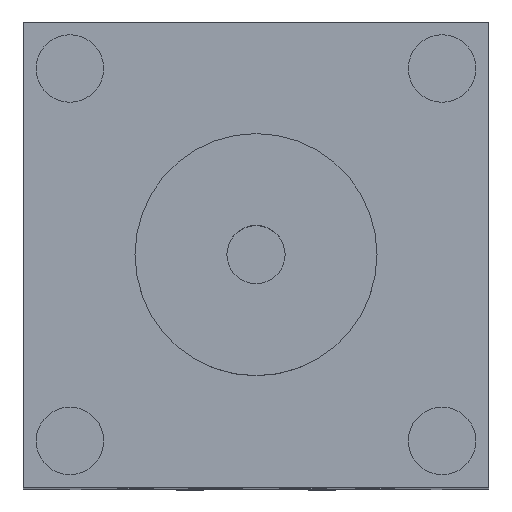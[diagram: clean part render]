
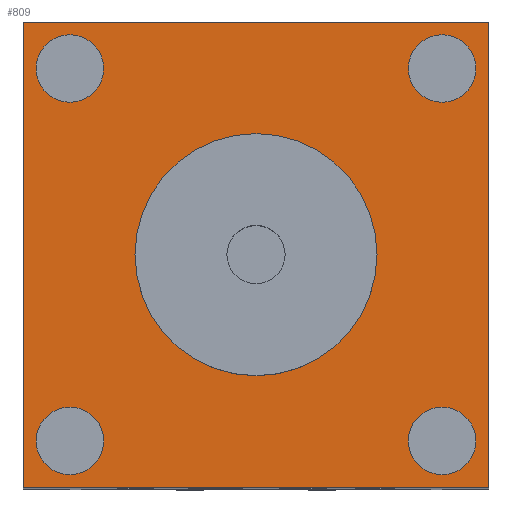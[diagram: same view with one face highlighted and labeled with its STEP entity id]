
A CAD part, top view. The second image highlights one B-rep face of the part: STEP entity #809.
In plain terms, the highlighted planar face has unit normal (0, 0, 1).
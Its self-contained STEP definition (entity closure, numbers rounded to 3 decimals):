
#73 = CARTESIAN_POINT ( 'NONE',  ( -20., -20., 0. ) ) ;
#126 = CARTESIAN_POINT ( 'NONE',  ( 16., -16., 0. ) ) ;
#247 = ORIENTED_EDGE ( 'NONE', *, *, #3525, .F. ) ;
#248 = EDGE_CURVE ( 'NONE', #4446, #1108, #7043, .T. ) ;
#265 = CIRCLE ( 'NONE', #5666, 2.9 ) ;
#278 = CIRCLE ( 'NONE', #6154, 2.9 ) ;
#289 = EDGE_CURVE ( 'NONE', #3704, #4585, #2699, .T. ) ;
#387 = FACE_OUTER_BOUND ( 'NONE', #4110, .T. ) ;
#474 = ORIENTED_EDGE ( 'NONE', *, *, #4795, .F. ) ;
#504 = DIRECTION ( 'NONE',  ( 1., 0., 0. ) ) ;
#618 = DIRECTION ( 'NONE',  ( 0., 0., 1. ) ) ;
#630 = DIRECTION ( 'NONE',  ( 0., 0., 1. ) ) ;
#674 = DIRECTION ( 'NONE',  ( 1., 0., 0. ) ) ;
#676 = VERTEX_POINT ( 'NONE', #3389 ) ;
#782 = EDGE_CURVE ( 'NONE', #676, #3164, #2007, .T. ) ;
#809 = ADVANCED_FACE ( 'NONE', ( #3053, #4318, #2772, #7038, #4062, #387 ), #3990, .T. ) ;
#923 = CARTESIAN_POINT ( 'NONE',  ( -20., 20., 0. ) ) ;
#962 = EDGE_LOOP ( 'NONE', ( #474, #4703 ) ) ;
#975 = AXIS2_PLACEMENT_3D ( 'NONE', #3360, #630, #5540 ) ;
#1077 = DIRECTION ( 'NONE',  ( 1., 0., 0. ) ) ;
#1108 = VERTEX_POINT ( 'NONE', #4686 ) ;
#1122 = EDGE_CURVE ( 'NONE', #2546, #3704, #3547, .T. ) ;
#1268 = CARTESIAN_POINT ( 'NONE',  ( -16., -16., 0. ) ) ;
#1372 = ORIENTED_EDGE ( 'NONE', *, *, #5335, .T. ) ;
#1411 = EDGE_LOOP ( 'NONE', ( #6952, #1467 ) ) ;
#1467 = ORIENTED_EDGE ( 'NONE', *, *, #2217, .F. ) ;
#1514 = CARTESIAN_POINT ( 'NONE',  ( -13.1, -16., 0. ) ) ;
#1521 = VERTEX_POINT ( 'NONE', #3923 ) ;
#1548 = DIRECTION ( 'NONE',  ( 1., 0., 0. ) ) ;
#1565 = ORIENTED_EDGE ( 'NONE', *, *, #6066, .F. ) ;
#1570 = AXIS2_PLACEMENT_3D ( 'NONE', #6535, #5945, #1077 ) ;
#1821 = DIRECTION ( 'NONE',  ( 1., 0., 0. ) ) ;
#1831 = AXIS2_PLACEMENT_3D ( 'NONE', #5576, #6077, #504 ) ;
#2007 = CIRCLE ( 'NONE', #5316, 2.9 ) ;
#2049 = CIRCLE ( 'NONE', #975, 10.4 ) ;
#2194 = EDGE_LOOP ( 'NONE', ( #3334, #1565 ) ) ;
#2202 = CARTESIAN_POINT ( 'NONE',  ( -16., -16., 0. ) ) ;
#2217 = EDGE_CURVE ( 'NONE', #2787, #3103, #5391, .T. ) ;
#2235 = ORIENTED_EDGE ( 'NONE', *, *, #289, .T. ) ;
#2292 = CARTESIAN_POINT ( 'NONE',  ( -18.9, 16., 0. ) ) ;
#2306 = VERTEX_POINT ( 'NONE', #2842 ) ;
#2334 = AXIS2_PLACEMENT_3D ( 'NONE', #126, #3951, #674 ) ;
#2546 = VERTEX_POINT ( 'NONE', #5982 ) ;
#2699 = LINE ( 'NONE', #73, #4074 ) ;
#2703 = DIRECTION ( 'NONE',  ( 1., 0., 0. ) ) ;
#2738 = LINE ( 'NONE', #6604, #5971 ) ;
#2748 = DIRECTION ( 'NONE',  ( 1., 0., 0. ) ) ;
#2769 = CARTESIAN_POINT ( 'NONE',  ( -16., 16., 0. ) ) ;
#2772 = FACE_BOUND ( 'NONE', #962, .T. ) ;
#2787 = VERTEX_POINT ( 'NONE', #5103 ) ;
#2842 = CARTESIAN_POINT ( 'NONE',  ( 13.1, 16., 0. ) ) ;
#2858 = AXIS2_PLACEMENT_3D ( 'NONE', #3472, #6340, #2703 ) ;
#2898 = EDGE_CURVE ( 'NONE', #1108, #4446, #278, .T. ) ;
#2985 = LINE ( 'NONE', #4828, #6372 ) ;
#2997 = CARTESIAN_POINT ( 'NONE',  ( 20., -20., 0. ) ) ;
#3050 = CARTESIAN_POINT ( 'NONE',  ( 13.1, -16., 0. ) ) ;
#3053 = FACE_BOUND ( 'NONE', #5095, .T. ) ;
#3088 = AXIS2_PLACEMENT_3D ( 'NONE', #2202, #6004, #2748 ) ;
#3103 = VERTEX_POINT ( 'NONE', #5717 ) ;
#3118 = VECTOR ( 'NONE', #6871, 1000. ) ;
#3164 = VERTEX_POINT ( 'NONE', #1514 ) ;
#3193 = VERTEX_POINT ( 'NONE', #3719 ) ;
#3334 = ORIENTED_EDGE ( 'NONE', *, *, #782, .F. ) ;
#3351 = VERTEX_POINT ( 'NONE', #4379 ) ;
#3360 = CARTESIAN_POINT ( 'NONE',  ( 0., 0., 0. ) ) ;
#3389 = CARTESIAN_POINT ( 'NONE',  ( -18.9, -16., 0. ) ) ;
#3399 = DIRECTION ( 'NONE',  ( 0., 1., 0. ) ) ;
#3462 = CARTESIAN_POINT ( 'NONE',  ( -16., 16., 0. ) ) ;
#3472 = CARTESIAN_POINT ( 'NONE',  ( 0., 0., 0. ) ) ;
#3486 = DIRECTION ( 'NONE',  ( 1., 0., 0. ) ) ;
#3525 = EDGE_CURVE ( 'NONE', #4555, #1521, #6835, .T. ) ;
#3547 = LINE ( 'NONE', #923, #3118 ) ;
#3704 = VERTEX_POINT ( 'NONE', #5887 ) ;
#3719 = CARTESIAN_POINT ( 'NONE',  ( 20., 20., 0. ) ) ;
#3720 = DIRECTION ( 'NONE',  ( -1., 0., 0. ) ) ;
#3732 = AXIS2_PLACEMENT_3D ( 'NONE', #2769, #618, #3844 ) ;
#3844 = DIRECTION ( 'NONE',  ( 1., 0., 0. ) ) ;
#3881 = EDGE_CURVE ( 'NONE', #1521, #4555, #4630, .T. ) ;
#3887 = DIRECTION ( 'NONE',  ( 1., 0., 0. ) ) ;
#3923 = CARTESIAN_POINT ( 'NONE',  ( 18.9, -16., 0. ) ) ;
#3927 = DIRECTION ( 'NONE',  ( 0., 0., 1. ) ) ;
#3951 = DIRECTION ( 'NONE',  ( 0., 0., 1. ) ) ;
#3990 = PLANE ( 'NONE',  #2858 ) ;
#4013 = DIRECTION ( 'NONE',  ( 1., 0., 0. ) ) ;
#4062 = FACE_BOUND ( 'NONE', #1411, .T. ) ;
#4074 = VECTOR ( 'NONE', #3887, 1000. ) ;
#4110 = EDGE_LOOP ( 'NONE', ( #5105, #1372, #5660, #2235 ) ) ;
#4181 = EDGE_CURVE ( 'NONE', #3103, #2787, #2049, .T. ) ;
#4211 = EDGE_CURVE ( 'NONE', #4585, #3193, #2738, .T. ) ;
#4318 = FACE_BOUND ( 'NONE', #2194, .T. ) ;
#4322 = DIRECTION ( 'NONE',  ( 0., 0., 1. ) ) ;
#4379 = CARTESIAN_POINT ( 'NONE',  ( 18.9, 16., 0. ) ) ;
#4446 = VERTEX_POINT ( 'NONE', #2292 ) ;
#4470 = AXIS2_PLACEMENT_3D ( 'NONE', #5624, #6722, #4013 ) ;
#4555 = VERTEX_POINT ( 'NONE', #3050 ) ;
#4585 = VERTEX_POINT ( 'NONE', #2997 ) ;
#4630 = CIRCLE ( 'NONE', #1831, 2.9 ) ;
#4686 = CARTESIAN_POINT ( 'NONE',  ( -13.1, 16., 0. ) ) ;
#4703 = ORIENTED_EDGE ( 'NONE', *, *, #6569, .F. ) ;
#4795 = EDGE_CURVE ( 'NONE', #2306, #3351, #265, .T. ) ;
#4828 = CARTESIAN_POINT ( 'NONE',  ( -20., 20., 0. ) ) ;
#5087 = DIRECTION ( 'NONE',  ( 0., 0., 1. ) ) ;
#5095 = EDGE_LOOP ( 'NONE', ( #247, #6625 ) ) ;
#5103 = CARTESIAN_POINT ( 'NONE',  ( 10.4, 0., 0. ) ) ;
#5105 = ORIENTED_EDGE ( 'NONE', *, *, #4211, .T. ) ;
#5316 = AXIS2_PLACEMENT_3D ( 'NONE', #1268, #5087, #1821 ) ;
#5335 = EDGE_CURVE ( 'NONE', #3193, #2546, #2985, .T. ) ;
#5378 = CARTESIAN_POINT ( 'NONE',  ( 16., 16., 0. ) ) ;
#5391 = CIRCLE ( 'NONE', #4470, 10.4 ) ;
#5540 = DIRECTION ( 'NONE',  ( 1., 0., 0. ) ) ;
#5576 = CARTESIAN_POINT ( 'NONE',  ( 16., -16., 0. ) ) ;
#5624 = CARTESIAN_POINT ( 'NONE',  ( 0., 0., 0. ) ) ;
#5632 = ORIENTED_EDGE ( 'NONE', *, *, #248, .F. ) ;
#5660 = ORIENTED_EDGE ( 'NONE', *, *, #1122, .T. ) ;
#5666 = AXIS2_PLACEMENT_3D ( 'NONE', #5378, #4322, #1548 ) ;
#5717 = CARTESIAN_POINT ( 'NONE',  ( -10.4, 0., 0. ) ) ;
#5887 = CARTESIAN_POINT ( 'NONE',  ( -20., -20., 0. ) ) ;
#5945 = DIRECTION ( 'NONE',  ( 0., 0., 1. ) ) ;
#5955 = CIRCLE ( 'NONE', #1570, 2.9 ) ;
#5971 = VECTOR ( 'NONE', #3399, 1000. ) ;
#5982 = CARTESIAN_POINT ( 'NONE',  ( -20., 20., 0. ) ) ;
#6004 = DIRECTION ( 'NONE',  ( 0., 0., 1. ) ) ;
#6066 = EDGE_CURVE ( 'NONE', #3164, #676, #6530, .T. ) ;
#6077 = DIRECTION ( 'NONE',  ( 0., 0., 1. ) ) ;
#6154 = AXIS2_PLACEMENT_3D ( 'NONE', #3462, #3927, #3486 ) ;
#6309 = EDGE_LOOP ( 'NONE', ( #5632, #6344 ) ) ;
#6340 = DIRECTION ( 'NONE',  ( 0., 0., 1. ) ) ;
#6344 = ORIENTED_EDGE ( 'NONE', *, *, #2898, .F. ) ;
#6372 = VECTOR ( 'NONE', #3720, 1000. ) ;
#6530 = CIRCLE ( 'NONE', #3088, 2.9 ) ;
#6535 = CARTESIAN_POINT ( 'NONE',  ( 16., 16., 0. ) ) ;
#6569 = EDGE_CURVE ( 'NONE', #3351, #2306, #5955, .T. ) ;
#6604 = CARTESIAN_POINT ( 'NONE',  ( 20., 20., 0. ) ) ;
#6625 = ORIENTED_EDGE ( 'NONE', *, *, #3881, .F. ) ;
#6722 = DIRECTION ( 'NONE',  ( 0., 0., 1. ) ) ;
#6835 = CIRCLE ( 'NONE', #2334, 2.9 ) ;
#6871 = DIRECTION ( 'NONE',  ( 0., -1., 0. ) ) ;
#6952 = ORIENTED_EDGE ( 'NONE', *, *, #4181, .F. ) ;
#7038 = FACE_BOUND ( 'NONE', #6309, .T. ) ;
#7043 = CIRCLE ( 'NONE', #3732, 2.9 ) ;
